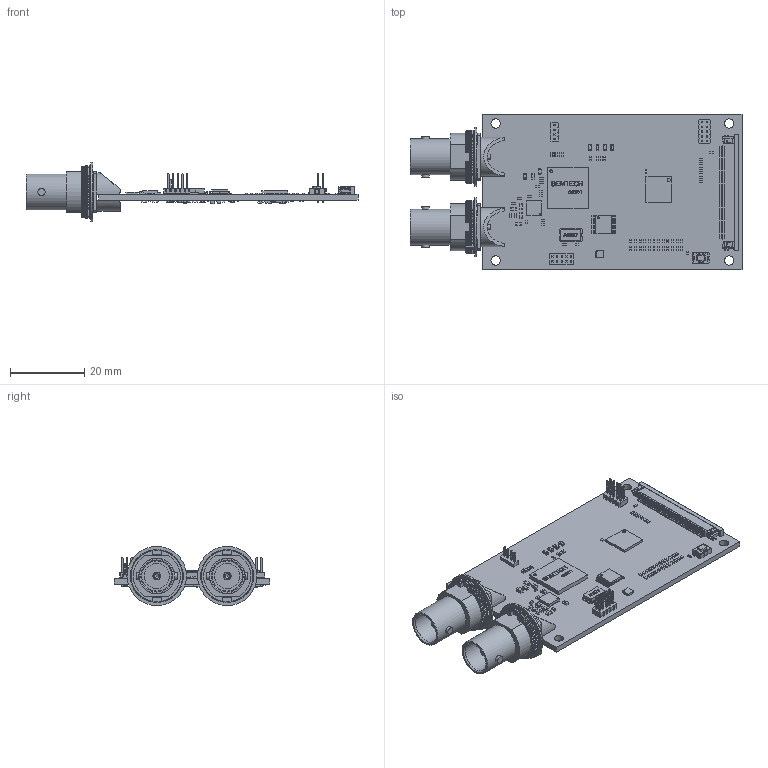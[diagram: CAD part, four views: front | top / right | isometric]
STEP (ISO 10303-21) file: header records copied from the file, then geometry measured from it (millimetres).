
FILE_DESCRIPTION(('KiCad electronic assembly'),'2;1');
FILE_NAME('sdi-mipi-bridge.step','2026-02-10T11:06:30',('Pcbnew'),( 'Kicad'),'Open CASCADE STEP processor 7.8','KiCad to STEP converter' ,'Unknown');
FILE_SCHEMA(('AUTOMOTIVE_DESIGN { 1 0 10303 214 1 1 1 1 }'));
Length unit declared in the file: millimetre
Products named in the file (116): sdi-mipi-bridge 1; GS2971; BUDDY; BALL; C_0402_1005Metric; R_0402_1005Metric; Conn_BNC_031-70526-21; BNC7T-J-P-GN-ST-EM1D_n; BNC7T-J-P-GN-ST-EM1D_w; BNC7T-J-P-GN-ST-EM1D_p; BNC7T-J-P-GN-ST-EM1D_i; BNC7T-J-P-GN-ST-EM1D_s; TDFN_2x2mm; WE_68715014522; 6871xx14522_PIN; 6871xx14522_Patte; 6871xx14522_Patte_2; 68715014522_CAP; 68715014522; BGA-80_7x7mm_Layout10x10_P0.65mm; A1; A2; A3; A4; A5; A6; A7; A8; A9; A10; B1; B2; B3; B4; B5; B6; B7; B8; B9; B10 ...
Assembly tree (412 placements, depth 3):
  sdi-mipi-bridge 1
    GS2971
      BUDDY
      BALL  x100
    C_0402_1005Metric  x61
    R_0402_1005Metric  x75
    Conn_BNC_031-70526-21  x2
      BNC7T-J-P-GN-ST-EM1D_n
      BNC7T-J-P-GN-ST-EM1D_w
      BNC7T-J-P-GN-ST-EM1D_p
      BNC7T-J-P-GN-ST-EM1D_i
      BNC7T-J-P-GN-ST-EM1D_s
    TDFN_2x2mm
    WE_68715014522
      6871xx14522_PIN  x50
      6871xx14522_Patte
      6871xx14522_Patte_2
      68715014522_CAP
      68715014522
    BGA-80_7x7mm_Layout10x10_P0.65mm
      A1
      A2
      A3
      A4
      A5
      A6
      A7
      A8
      A9
      A10
      B1
      B2
      B3
      B4
      B5
      B6
      B7
      B8
      B9
      B10
      C1
      C2
      C9
      C10
      D1
      D2
      D4
      D5
      D6
      D7
      D9
      D10
      E1
      E2
      E4
      E5
      E6
      E7
      E9
      E10
Bounding box: 89.61 x 42 x 16 mm (x, y, z)
Volume: 8371.7 mm3; surface area: 14566.7 mm2
Topology: 453 solids, 453 shells, 9596 faces, 24267 edges, 14836 vertices
Faces by surface type: plane 6467, cylinder 1884, sphere 692, cone 392, bspline 159, torus 2
Full cylindrical faces by diameter (mm): 0.65 x20, 0.7 x5, 0.875 x1, 1.25 x4, 1.42 x2, 1.8 x2, 1.98 x4, 2.1 x2, 2.5 x4, 6.3 x4, 6.75 x2, 7.25 x4, 8.13 x2, 9.65 x2, 11.717 x2, 16 x2
Entity records: 125687 total; most frequent: CARTESIAN_POINT 23620, ORIENTED_EDGE 17932, DIRECTION 16909, EDGE_CURVE 8966, LINE 7041, VECTOR 7041, VERTEX_POINT 5782, AXIS2_PLACEMENT_3D 4934
